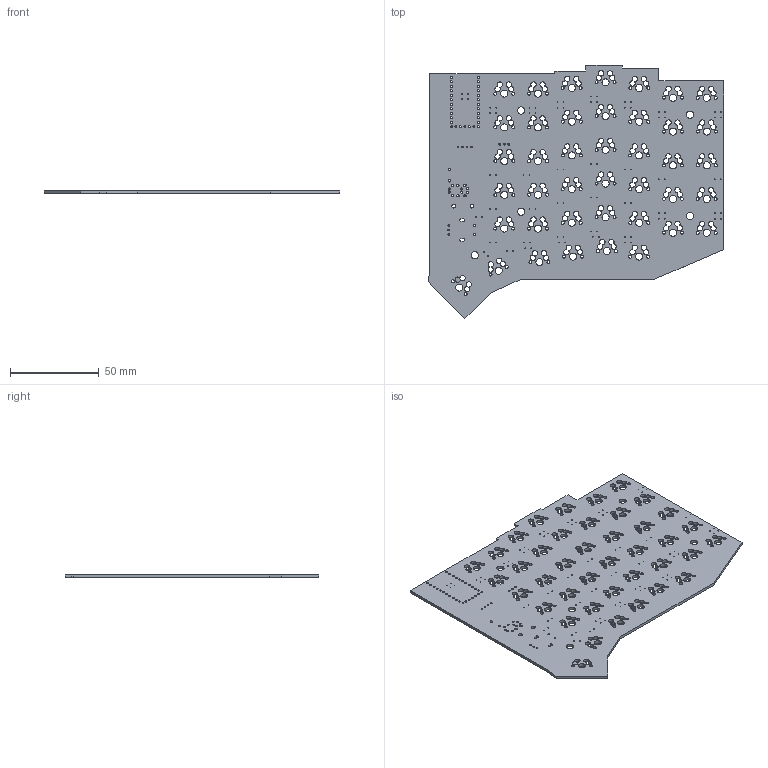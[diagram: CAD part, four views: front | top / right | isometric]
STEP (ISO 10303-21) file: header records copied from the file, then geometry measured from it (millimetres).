
FILE_DESCRIPTION(('KiCad electronic assembly'),'2;1');
FILE_NAME('Sofle_Extended.step','2022-02-14T18:22:31',('Pcbnew'),( 'Kicad'),'Open CASCADE STEP processor 7.5','KiCad to STEP converter' ,'Unknown');
FILE_SCHEMA(('AUTOMOTIVE_DESIGN { 1 0 10303 214 1 1 1 1 }'));
Length unit declared in the file: millimetre
Products named in the file (2): Sofle_Extended 1; Sofle_Extended PCB
Assembly tree (1 placements, depth 2):
  Sofle_Extended 1
    Sofle_Extended PCB
Bounding box: 166.69 x 142.88 x 1.6 mm (x, y, z)
Volume: 27982.9 mm3; surface area: 40290.3 mm2
Topology: 2 solids, 2 shells, 657 faces, 1959 edges, 1306 vertices
Faces by surface type: cylinder 614, plane 43
Full cylindrical faces by diameter (mm): 0.4 x88, 0.813 x4, 1 x8, 1.092 x29, 1.2 x4, 1.3 x2, 1.7 x82, 2.2 x2, 4 x41, 4.1 x5
Entity records: 49443 total; most frequent: CARTESIAN_POINT 8174, DIRECTION 8091, ORIENTED_EDGE 3918, PCURVE 3918, DEFINITIONAL_REPRESENTATION 3918, LINE 3089, VECTOR 3089, CIRCLE 2456
